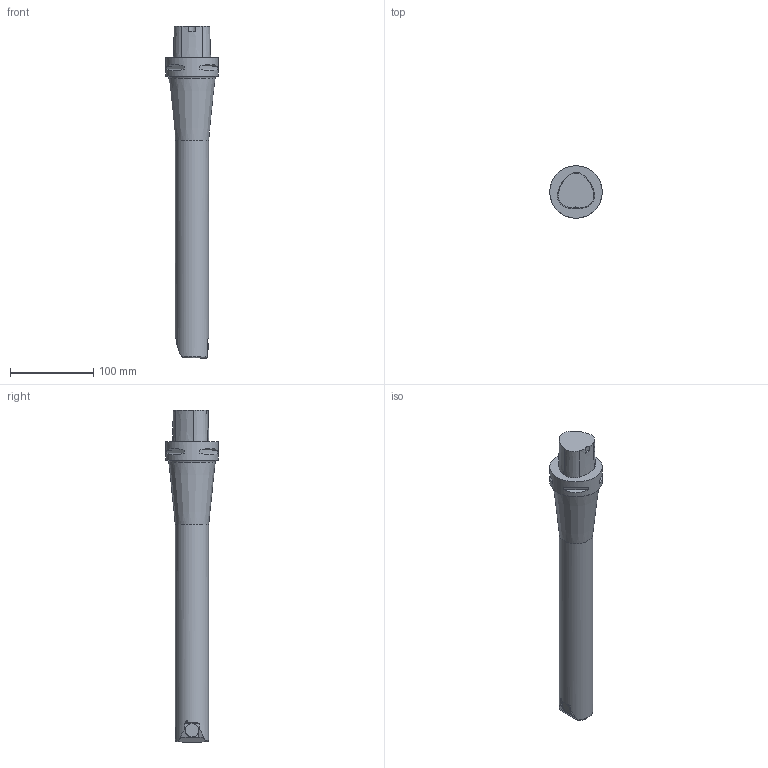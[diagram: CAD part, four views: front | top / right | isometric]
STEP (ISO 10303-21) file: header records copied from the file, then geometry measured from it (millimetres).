
FILE_DESCRIPTION(/* description */ (''),/* implementation_level */ '2;1');
FILE_NAME(/* name */ '1559123666873.stp',/* time_stamp */ '2019-05-29T11:54:29+02:00',/* author */ (''),/* organization */ ('SMS'),/* preprocessor_version */ 'ST-DEVELOPER v15',/* originating_system */ 'SIEMENS PLM Software NX 8.5',/* authorisation */ '');
FILE_SCHEMA (('AUTOMOTIVE_DESIGN { 1 0 10303 214 3 1 1 1 }'));
Length unit declared in the file: millimetre
Products named in the file (1): 202043296mod000_01
Bounding box: 63 x 63 x 398 mm (x, y, z)
Volume: 588372.4 mm3; surface area: 62201.9 mm2
Topology: 2 solids, 2 shells, 305 faces, 856 edges, 570 vertices
Faces by surface type: plane 267, cylinder 19, cone 15, torus 3, sphere 1
Full cylindrical faces by diameter (mm): 1.6 x1, 2.1 x1, 3.52 x1, 3.6 x1, 6 x1, 6.029 x1, 15.721 x1, 16 x2, 40 x1, 63 x1
Entity records: 10166 total; most frequent: CARTESIAN_POINT 2768, ORIENTED_EDGE 1642, DIRECTION 1345, EDGE_CURVE 821, VERTEX_POINT 555, AXIS2_PLACEMENT_3D 488, LINE 369, VECTOR 369
